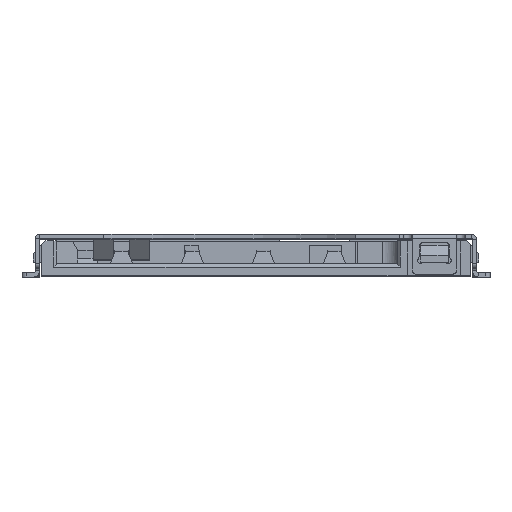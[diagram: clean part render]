
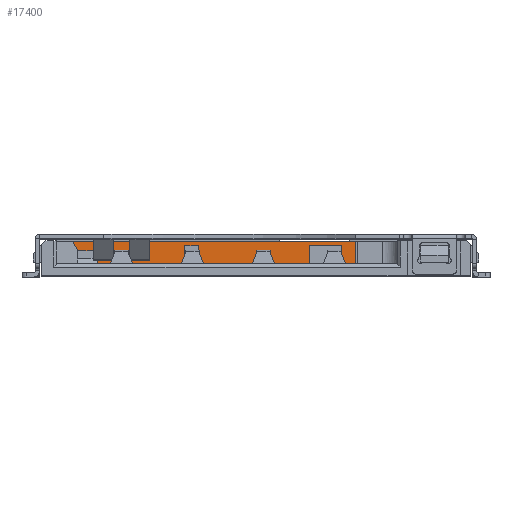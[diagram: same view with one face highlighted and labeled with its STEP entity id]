
A CAD part, top view. The second image highlights one B-rep face of the part: STEP entity #17400.
In plain terms, the highlighted planar face has unit normal (0, 0, 1).
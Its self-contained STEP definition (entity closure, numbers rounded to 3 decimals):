
#156 = CARTESIAN_POINT ( 'NONE',  ( 3.56, -22.344, -7.025 ) ) ;
#326 = CARTESIAN_POINT ( 'NONE',  ( -6.555, 1.27, -7.025 ) ) ;
#681 = ORIENTED_EDGE ( 'NONE', *, *, #32476, .F. ) ;
#900 = VERTEX_POINT ( 'NONE', #42129 ) ;
#1427 = LINE ( 'NONE', #15545, #13298 ) ;
#1823 = VERTEX_POINT ( 'NONE', #4656 ) ;
#2099 = VECTOR ( 'NONE', #3452, 1000. ) ;
#2484 = ORIENTED_EDGE ( 'NONE', *, *, #16709, .T. ) ;
#2916 = VECTOR ( 'NONE', #7556, 1000. ) ;
#3199 = VERTEX_POINT ( 'NONE', #32654 ) ;
#3452 = DIRECTION ( 'NONE',  ( 0., -1., 0. ) ) ;
#3506 = CARTESIAN_POINT ( 'NONE',  ( 1.925, 1.12, -7.025 ) ) ;
#3769 = ORIENTED_EDGE ( 'NONE', *, *, #28791, .T. ) ;
#3856 = ORIENTED_EDGE ( 'NONE', *, *, #44471, .T. ) ;
#4023 = DIRECTION ( 'NONE',  ( 0., 0., -1. ) ) ;
#4656 = CARTESIAN_POINT ( 'NONE',  ( -2.055, 0.45, -7.025 ) ) ;
#5126 = LINE ( 'NONE', #3506, #8515 ) ;
#5903 = VERTEX_POINT ( 'NONE', #24886 ) ;
#6304 = CARTESIAN_POINT ( 'NONE',  ( -6.385, -22.344, -7.025 ) ) ;
#6801 = VERTEX_POINT ( 'NONE', #13361 ) ;
#6976 = DIRECTION ( 'NONE',  ( 0., -1., 0. ) ) ;
#7556 = DIRECTION ( 'NONE',  ( -1., 0., 0. ) ) ;
#7601 = ORIENTED_EDGE ( 'NONE', *, *, #19093, .F. ) ;
#8144 = VECTOR ( 'NONE', #21234, 1000. ) ;
#8515 = VECTOR ( 'NONE', #6976, 1000. ) ;
#8694 = LINE ( 'NONE', #40015, #19438 ) ;
#9521 = EDGE_CURVE ( 'NONE', #27407, #14221, #13219, .T. ) ;
#10416 = EDGE_CURVE ( 'NONE', #40202, #900, #36302, .T. ) ;
#10451 = CARTESIAN_POINT ( 'NONE',  ( 3.56, 1.27, -7.025 ) ) ;
#10585 = LINE ( 'NONE', #39602, #2099 ) ;
#13219 = LINE ( 'NONE', #156, #46521 ) ;
#13298 = VECTOR ( 'NONE', #15701, 1000. ) ;
#13361 = CARTESIAN_POINT ( 'NONE',  ( 1.925, 0.45, -7.025 ) ) ;
#14221 = VERTEX_POINT ( 'NONE', #10451 ) ;
#14289 = CARTESIAN_POINT ( 'NONE',  ( -2.555, 1.12, -7.025 ) ) ;
#14615 = ORIENTED_EDGE ( 'NONE', *, *, #22511, .T. ) ;
#15003 = VERTEX_POINT ( 'NONE', #35803 ) ;
#15090 = DIRECTION ( 'NONE',  ( 1., 0., 0. ) ) ;
#15255 = DIRECTION ( 'NONE',  ( -1., 0., 0. ) ) ;
#15545 = CARTESIAN_POINT ( 'NONE',  ( -2.555, 1.12, -7.025 ) ) ;
#15650 = AXIS2_PLACEMENT_3D ( 'NONE', #33235, #4023, #15255 ) ;
#15701 = DIRECTION ( 'NONE',  ( -1., 0., 0. ) ) ;
#15725 = CARTESIAN_POINT ( 'NONE',  ( -6.385, 0.45, -7.025 ) ) ;
#15796 = DIRECTION ( 'NONE',  ( 0., -1., 0. ) ) ;
#16480 = ORIENTED_EDGE ( 'NONE', *, *, #45312, .F. ) ;
#16709 = EDGE_CURVE ( 'NONE', #14221, #17935, #42468, .T. ) ;
#17400 = ADVANCED_FACE ( 'NONE', ( #22349 ), #22508, .F. ) ;
#17935 = VERTEX_POINT ( 'NONE', #326 ) ;
#19091 = CARTESIAN_POINT ( 'NONE',  ( 3.06, 1.12, -7.025 ) ) ;
#19093 = EDGE_CURVE ( 'NONE', #15003, #6801, #5126, .T. ) ;
#19340 = ORIENTED_EDGE ( 'NONE', *, *, #21865, .F. ) ;
#19438 = VECTOR ( 'NONE', #44449, 1000. ) ;
#19827 = LINE ( 'NONE', #45944, #28284 ) ;
#20265 = CARTESIAN_POINT ( 'NONE',  ( -6.385, 0.45, -7.025 ) ) ;
#20602 = LINE ( 'NONE', #19091, #29038 ) ;
#20929 = CARTESIAN_POINT ( 'NONE',  ( 3.06, 0.45, -7.025 ) ) ;
#21047 = VECTOR ( 'NONE', #42298, 1000. ) ;
#21234 = DIRECTION ( 'NONE',  ( 1., 0., 0. ) ) ;
#21865 = EDGE_CURVE ( 'NONE', #32234, #41016, #1427, .T. ) ;
#22349 = FACE_OUTER_BOUND ( 'NONE', #34811, .T. ) ;
#22508 = PLANE ( 'NONE',  #15650 ) ;
#22511 = EDGE_CURVE ( 'NONE', #3199, #39870, #20602, .T. ) ;
#23493 = EDGE_CURVE ( 'NONE', #1823, #6801, #33579, .T. ) ;
#23703 = ORIENTED_EDGE ( 'NONE', *, *, #23493, .T. ) ;
#24508 = DIRECTION ( 'NONE',  ( -1., 0., 0. ) ) ;
#24886 = CARTESIAN_POINT ( 'NONE',  ( -2.555, 0.45, -7.025 ) ) ;
#25461 = DIRECTION ( 'NONE',  ( 0., 1., 0. ) ) ;
#26476 = EDGE_CURVE ( 'NONE', #39870, #27407, #37080, .T. ) ;
#27407 = VERTEX_POINT ( 'NONE', #46863 ) ;
#27558 = CARTESIAN_POINT ( 'NONE',  ( -2.055, 1.12, -7.025 ) ) ;
#27739 = ORIENTED_EDGE ( 'NONE', *, *, #9521, .T. ) ;
#28284 = VECTOR ( 'NONE', #24508, 1000. ) ;
#28419 = CARTESIAN_POINT ( 'NONE',  ( -6.385, 1.27, -7.025 ) ) ;
#28791 = EDGE_CURVE ( 'NONE', #17935, #900, #8694, .T. ) ;
#29038 = VECTOR ( 'NONE', #15796, 1000. ) ;
#30113 = CARTESIAN_POINT ( 'NONE',  ( -6.385, 0.45, -7.025 ) ) ;
#30319 = LINE ( 'NONE', #14289, #39884 ) ;
#30565 = DIRECTION ( 'NONE',  ( 1., 0., 0. ) ) ;
#31640 = CARTESIAN_POINT ( 'NONE',  ( -6.385, 0.45, -7.025 ) ) ;
#32234 = VERTEX_POINT ( 'NONE', #27558 ) ;
#32476 = EDGE_CURVE ( 'NONE', #41016, #5903, #30319, .T. ) ;
#32654 = CARTESIAN_POINT ( 'NONE',  ( 3.06, 1.12, -7.025 ) ) ;
#33235 = CARTESIAN_POINT ( 'NONE',  ( -6.385, -22.344, -7.025 ) ) ;
#33579 = LINE ( 'NONE', #31640, #8144 ) ;
#34811 = EDGE_LOOP ( 'NONE', ( #7601, #16480, #14615, #46737, #27739, #2484, #3769, #37006, #3856, #681, #19340, #46893, #23703 ) ) ;
#35218 = CARTESIAN_POINT ( 'NONE',  ( -2.555, 1.12, -7.025 ) ) ;
#35731 = VECTOR ( 'NONE', #30565, 1000. ) ;
#35803 = CARTESIAN_POINT ( 'NONE',  ( 1.925, 1.12, -7.025 ) ) ;
#35961 = VECTOR ( 'NONE', #15090, 1000. ) ;
#36302 = LINE ( 'NONE', #6304, #21047 ) ;
#37006 = ORIENTED_EDGE ( 'NONE', *, *, #10416, .F. ) ;
#37080 = LINE ( 'NONE', #15725, #35961 ) ;
#39602 = CARTESIAN_POINT ( 'NONE',  ( -2.055, 1.12, -7.025 ) ) ;
#39870 = VERTEX_POINT ( 'NONE', #20929 ) ;
#39884 = VECTOR ( 'NONE', #43154, 1000. ) ;
#40015 = CARTESIAN_POINT ( 'NONE',  ( 3.094, -17.461, -7.025 ) ) ;
#40202 = VERTEX_POINT ( 'NONE', #20265 ) ;
#41016 = VERTEX_POINT ( 'NONE', #35218 ) ;
#41151 = EDGE_CURVE ( 'NONE', #32234, #1823, #10585, .T. ) ;
#42129 = CARTESIAN_POINT ( 'NONE',  ( -6.385, 0.94, -7.025 ) ) ;
#42298 = DIRECTION ( 'NONE',  ( 0., 1., 0. ) ) ;
#42468 = LINE ( 'NONE', #28419, #2916 ) ;
#43154 = DIRECTION ( 'NONE',  ( 0., -1., 0. ) ) ;
#44449 = DIRECTION ( 'NONE',  ( 0.458, -0.889, 0. ) ) ;
#44471 = EDGE_CURVE ( 'NONE', #40202, #5903, #45316, .T. ) ;
#45312 = EDGE_CURVE ( 'NONE', #3199, #15003, #19827, .T. ) ;
#45316 = LINE ( 'NONE', #30113, #35731 ) ;
#45944 = CARTESIAN_POINT ( 'NONE',  ( 1.925, 1.12, -7.025 ) ) ;
#46521 = VECTOR ( 'NONE', #25461, 1000. ) ;
#46737 = ORIENTED_EDGE ( 'NONE', *, *, #26476, .T. ) ;
#46863 = CARTESIAN_POINT ( 'NONE',  ( 3.56, 0.45, -7.025 ) ) ;
#46893 = ORIENTED_EDGE ( 'NONE', *, *, #41151, .T. ) ;
